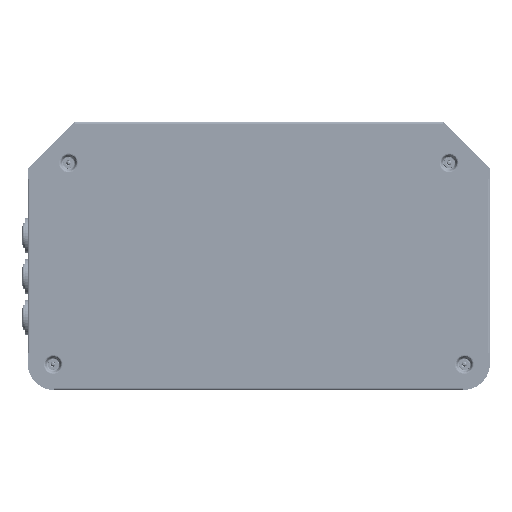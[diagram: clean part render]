
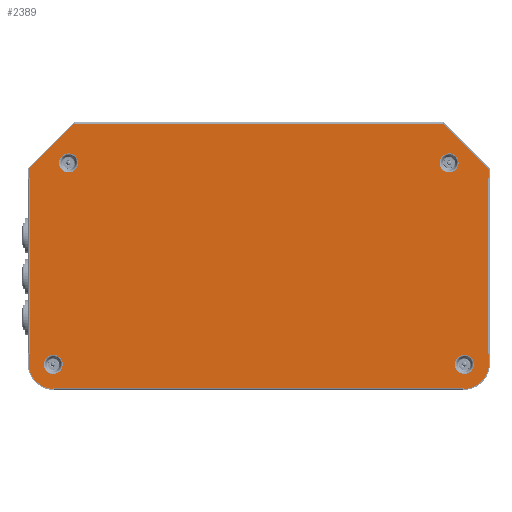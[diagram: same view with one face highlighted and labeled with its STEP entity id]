
A CAD part, front view. The second image highlights one B-rep face of the part: STEP entity #2389.
In plain terms, the highlighted planar face has unit normal (0, -1, 0).
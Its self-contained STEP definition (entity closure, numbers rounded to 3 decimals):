
#31=DIRECTION('',(-1.,0.,0.));
#32=VECTOR('',#31,400.);
#33=CARTESIAN_POINT('',(200.,0.,-129.));
#34=LINE('',#33,#32);
#39=DIRECTION('',(0.,0.,1.));
#40=VECTOR('',#39,1.);
#41=CARTESIAN_POINT('',(224.,0.,75.));
#42=LINE('',#41,#40);
#43=DIRECTION('',(0.,0.,-1.));
#44=VECTOR('',#43,1.);
#45=CARTESIAN_POINT('',(224.,0.,-95.));
#46=LINE('',#45,#44);
#47=DIRECTION('',(-1.,0.,0.));
#48=VECTOR('',#47,1.);
#49=CARTESIAN_POINT('',(225.,0.,-96.));
#50=LINE('',#49,#48);
#51=DIRECTION('',(0.,0.,-1.));
#52=VECTOR('',#51,9.);
#53=CARTESIAN_POINT('',(225.,0.,-96.));
#54=LINE('',#53,#52);
#55=CARTESIAN_POINT('',(200.,0.,-105.));
#56=DIRECTION('',(0.,-1.,0.));
#57=DIRECTION('',(0.04,0.,-0.999));
#58=AXIS2_PLACEMENT_3D('',#55,#56,#57);
#60=DIRECTION('',(0.,0.,1.));
#61=VECTOR('',#60,0.98);
#62=CARTESIAN_POINT('',(201.,0.,-129.98));
#63=LINE('',#62,#61);
#64=DIRECTION('',(1.,0.,0.));
#65=VECTOR('',#64,1.);
#66=CARTESIAN_POINT('',(200.,0.,-129.));
#67=LINE('',#66,#65);
#68=DIRECTION('',(-1.,0.,0.));
#69=VECTOR('',#68,1.);
#70=CARTESIAN_POINT('',(-200.,0.,-129.));
#71=LINE('',#70,#69);
#72=DIRECTION('',(0.,0.,1.));
#73=VECTOR('',#72,0.98);
#74=CARTESIAN_POINT('',(-201.,0.,-129.98));
#75=LINE('',#74,#73);
#76=CARTESIAN_POINT('',(-200.,0.,-105.));
#77=DIRECTION('',(0.,-1.,0.));
#78=DIRECTION('',(-1.,0.,0.));
#79=AXIS2_PLACEMENT_3D('',#76,#77,#78);
#81=DIRECTION('',(0.,0.,1.));
#82=VECTOR('',#81,9.);
#83=CARTESIAN_POINT('',(-225.,0.,-105.));
#84=LINE('',#83,#82);
#85=DIRECTION('',(1.,0.,0.));
#86=VECTOR('',#85,1.);
#87=CARTESIAN_POINT('',(-225.,0.,-96.));
#88=LINE('',#87,#86);
#89=DIRECTION('',(0.,0.,-1.));
#90=VECTOR('',#89,1.);
#91=CARTESIAN_POINT('',(-224.,0.,-95.));
#92=LINE('',#91,#90);
#93=DIRECTION('',(0.,0.,1.));
#94=VECTOR('',#93,1.);
#95=CARTESIAN_POINT('',(-224.,0.,75.));
#96=LINE('',#95,#94);
#97=DIRECTION('',(1.,0.,0.));
#98=VECTOR('',#97,1.);
#99=CARTESIAN_POINT('',(-225.,0.,76.));
#100=LINE('',#99,#98);
#101=DIRECTION('',(0.,0.,1.));
#102=VECTOR('',#101,9.);
#103=CARTESIAN_POINT('',(-225.,0.,76.));
#104=LINE('',#103,#102);
#105=DIRECTION('',(-0.707,0.,-0.707));
#106=VECTOR('',#105,62.225);
#107=CARTESIAN_POINT('',(-181.,0.,129.));
#108=LINE('',#107,#106);
#109=DIRECTION('',(-1.,0.,0.));
#110=VECTOR('',#109,1.);
#111=CARTESIAN_POINT('',(-180.,0.,129.));
#112=LINE('',#111,#110);
#113=DIRECTION('',(1.,0.,0.));
#114=VECTOR('',#113,1.);
#115=CARTESIAN_POINT('',(180.,0.,129.));
#116=LINE('',#115,#114);
#117=DIRECTION('',(-0.707,0.,0.707));
#118=VECTOR('',#117,62.225);
#119=CARTESIAN_POINT('',(225.,0.,85.));
#120=LINE('',#119,#118);
#121=DIRECTION('',(0.,0.,-1.));
#122=VECTOR('',#121,9.);
#123=CARTESIAN_POINT('',(225.,0.,85.));
#124=LINE('',#123,#122);
#125=DIRECTION('',(-1.,0.,0.));
#126=VECTOR('',#125,1.);
#127=CARTESIAN_POINT('',(225.,0.,76.));
#128=LINE('',#127,#126);
#129=CARTESIAN_POINT('',(201.,0.,-106.));
#130=DIRECTION('',(0.,1.,0.));
#131=DIRECTION('',(0.,0.,-1.));
#132=AXIS2_PLACEMENT_3D('',#129,#130,#131);
#134=CARTESIAN_POINT('',(201.,0.,-106.));
#135=DIRECTION('',(0.,1.,0.));
#136=DIRECTION('',(0.,0.,1.));
#137=AXIS2_PLACEMENT_3D('',#134,#135,#136);
#139=CARTESIAN_POINT('',(-201.,0.,-106.));
#140=DIRECTION('',(0.,-1.,0.));
#141=DIRECTION('',(0.,0.,-1.));
#142=AXIS2_PLACEMENT_3D('',#139,#140,#141);
#144=CARTESIAN_POINT('',(-201.,0.,-106.));
#145=DIRECTION('',(0.,-1.,0.));
#146=DIRECTION('',(0.,0.,1.));
#147=AXIS2_PLACEMENT_3D('',#144,#145,#146);
#149=CARTESIAN_POINT('',(-186.,0.,91.));
#150=DIRECTION('',(0.,1.,0.));
#151=DIRECTION('',(-1.,0.,0.));
#152=AXIS2_PLACEMENT_3D('',#149,#150,#151);
#154=CARTESIAN_POINT('',(-186.,0.,91.));
#155=DIRECTION('',(0.,1.,0.));
#156=DIRECTION('',(1.,0.,0.));
#157=AXIS2_PLACEMENT_3D('',#154,#155,#156);
#159=CARTESIAN_POINT('',(186.,0.,91.));
#160=DIRECTION('',(0.,-1.,0.));
#161=DIRECTION('',(1.,0.,0.));
#162=AXIS2_PLACEMENT_3D('',#159,#160,#161);
#164=CARTESIAN_POINT('',(186.,0.,91.));
#165=DIRECTION('',(0.,-1.,0.));
#166=DIRECTION('',(-1.,0.,0.));
#167=AXIS2_PLACEMENT_3D('',#164,#165,#166);
#211=DIRECTION('',(0.,0.,1.));
#212=VECTOR('',#211,170.);
#213=CARTESIAN_POINT('',(224.,0.,-95.));
#214=LINE('',#213,#212);
#465=DIRECTION('',(1.,0.,0.));
#466=VECTOR('',#465,360.);
#467=CARTESIAN_POINT('',(-180.,0.,129.));
#468=LINE('',#467,#466);
#677=DIRECTION('',(0.,0.,1.));
#678=VECTOR('',#677,170.);
#679=CARTESIAN_POINT('',(-224.,0.,-95.));
#680=LINE('',#679,#678);
#1758=CARTESIAN_POINT('',(-225.,0.,-105.));
#1760=VERTEX_POINT('',#1758);
#1762=CARTESIAN_POINT('',(225.,0.,-105.));
#1764=VERTEX_POINT('',#1762);
#1781=CARTESIAN_POINT('',(-200.,0.,-129.));
#1782=CARTESIAN_POINT('',(-201.,0.,-129.));
#1783=VERTEX_POINT('',#1781);
#1784=VERTEX_POINT('',#1782);
#1785=CARTESIAN_POINT('',(-201.,0.,-129.98));
#1786=VERTEX_POINT('',#1785);
#1793=CARTESIAN_POINT('',(200.,0.,-129.));
#1794=CARTESIAN_POINT('',(201.,0.,-129.));
#1795=VERTEX_POINT('',#1793);
#1796=VERTEX_POINT('',#1794);
#1797=CARTESIAN_POINT('',(201.,0.,-129.98));
#1798=VERTEX_POINT('',#1797);
#1830=CARTESIAN_POINT('',(-225.,0.,85.));
#1832=VERTEX_POINT('',#1830);
#1834=CARTESIAN_POINT('',(225.,0.,85.));
#1836=VERTEX_POINT('',#1834);
#1837=CARTESIAN_POINT('',(180.,0.,129.));
#1838=CARTESIAN_POINT('',(181.,0.,129.));
#1839=VERTEX_POINT('',#1837);
#1840=VERTEX_POINT('',#1838);
#1849=CARTESIAN_POINT('',(-180.,0.,129.));
#1850=CARTESIAN_POINT('',(-181.,0.,129.));
#1851=VERTEX_POINT('',#1849);
#1852=VERTEX_POINT('',#1850);
#1933=CARTESIAN_POINT('',(-224.,0.,75.));
#1934=CARTESIAN_POINT('',(-224.,0.,76.));
#1935=VERTEX_POINT('',#1933);
#1936=VERTEX_POINT('',#1934);
#1937=CARTESIAN_POINT('',(-225.,0.,76.));
#1938=VERTEX_POINT('',#1937);
#1949=CARTESIAN_POINT('',(-224.,0.,-95.));
#1950=CARTESIAN_POINT('',(-224.,0.,-96.));
#1951=VERTEX_POINT('',#1949);
#1952=VERTEX_POINT('',#1950);
#1953=CARTESIAN_POINT('',(-225.,0.,-96.));
#1954=VERTEX_POINT('',#1953);
#2017=CARTESIAN_POINT('',(224.,0.,-95.));
#2018=CARTESIAN_POINT('',(224.,0.,-96.));
#2019=VERTEX_POINT('',#2017);
#2020=VERTEX_POINT('',#2018);
#2021=CARTESIAN_POINT('',(225.,0.,-96.));
#2022=VERTEX_POINT('',#2021);
#2029=CARTESIAN_POINT('',(224.,0.,75.));
#2030=CARTESIAN_POINT('',(224.,0.,76.));
#2031=VERTEX_POINT('',#2029);
#2032=VERTEX_POINT('',#2030);
#2033=CARTESIAN_POINT('',(225.,0.,76.));
#2034=VERTEX_POINT('',#2033);
#2061=CARTESIAN_POINT('',(201.,0.,-115.326));
#2062=CARTESIAN_POINT('',(201.,0.,-96.674));
#2063=VERTEX_POINT('',#2061);
#2064=VERTEX_POINT('',#2062);
#2101=CARTESIAN_POINT('',(-201.,0.,-115.326));
#2102=CARTESIAN_POINT('',(-201.,0.,-96.674));
#2103=VERTEX_POINT('',#2101);
#2104=VERTEX_POINT('',#2102);
#2141=CARTESIAN_POINT('',(-195.326,0.,91.));
#2142=CARTESIAN_POINT('',(-176.674,0.,91.));
#2143=VERTEX_POINT('',#2141);
#2144=VERTEX_POINT('',#2142);
#2181=CARTESIAN_POINT('',(195.326,0.,91.));
#2182=CARTESIAN_POINT('',(176.674,0.,91.));
#2183=VERTEX_POINT('',#2181);
#2184=VERTEX_POINT('',#2182);
#2307=CARTESIAN_POINT('',(0.,0.,0.));
#2308=DIRECTION('',(0.,1.,0.));
#2309=DIRECTION('',(1.,0.,0.));
#2310=AXIS2_PLACEMENT_3D('',#2307,#2308,#2309);
#2311=PLANE('',#2310);
#2313=ORIENTED_EDGE('',*,*,#2312,.F.);
#2315=ORIENTED_EDGE('',*,*,#2314,.F.);
#2317=ORIENTED_EDGE('',*,*,#2316,.T.);
#2319=ORIENTED_EDGE('',*,*,#2318,.F.);
#2321=ORIENTED_EDGE('',*,*,#2320,.T.);
#2323=ORIENTED_EDGE('',*,*,#2322,.F.);
#2325=ORIENTED_EDGE('',*,*,#2324,.T.);
#2327=ORIENTED_EDGE('',*,*,#2326,.F.);
#2328=ORIENTED_EDGE('',*,*,#2297,.T.);
#2330=ORIENTED_EDGE('',*,*,#2329,.T.);
#2332=ORIENTED_EDGE('',*,*,#2331,.F.);
#2334=ORIENTED_EDGE('',*,*,#2333,.F.);
#2336=ORIENTED_EDGE('',*,*,#2335,.T.);
#2338=ORIENTED_EDGE('',*,*,#2337,.T.);
#2340=ORIENTED_EDGE('',*,*,#2339,.F.);
#2342=ORIENTED_EDGE('',*,*,#2341,.T.);
#2344=ORIENTED_EDGE('',*,*,#2343,.T.);
#2346=ORIENTED_EDGE('',*,*,#2345,.F.);
#2348=ORIENTED_EDGE('',*,*,#2347,.T.);
#2350=ORIENTED_EDGE('',*,*,#2349,.F.);
#2352=ORIENTED_EDGE('',*,*,#2351,.F.);
#2354=ORIENTED_EDGE('',*,*,#2353,.T.);
#2356=ORIENTED_EDGE('',*,*,#2355,.T.);
#2358=ORIENTED_EDGE('',*,*,#2357,.F.);
#2360=ORIENTED_EDGE('',*,*,#2359,.T.);
#2362=ORIENTED_EDGE('',*,*,#2361,.T.);
#2363=EDGE_LOOP('',(#2313,#2315,#2317,#2319,#2321,#2323,#2325,#2327,#2328,#2330,
#2332,#2334,#2336,#2338,#2340,#2342,#2344,#2346,#2348,#2350,#2352,#2354,#2356,
#2358,#2360,#2362));
#2364=FACE_OUTER_BOUND('',#2363,.F.);
#2366=ORIENTED_EDGE('',*,*,#2365,.F.);
#2368=ORIENTED_EDGE('',*,*,#2367,.F.);
#2369=EDGE_LOOP('',(#2366,#2368));
#2370=FACE_BOUND('',#2369,.F.);
#2372=ORIENTED_EDGE('',*,*,#2371,.T.);
#2374=ORIENTED_EDGE('',*,*,#2373,.T.);
#2375=EDGE_LOOP('',(#2372,#2374));
#2376=FACE_BOUND('',#2375,.F.);
#2378=ORIENTED_EDGE('',*,*,#2377,.F.);
#2380=ORIENTED_EDGE('',*,*,#2379,.F.);
#2381=EDGE_LOOP('',(#2378,#2380));
#2382=FACE_BOUND('',#2381,.F.);
#2384=ORIENTED_EDGE('',*,*,#2383,.T.);
#2386=ORIENTED_EDGE('',*,*,#2385,.T.);
#2387=EDGE_LOOP('',(#2384,#2386));
#2388=FACE_BOUND('',#2387,.F.);
#59=CIRCLE('',#58,25.);
#80=CIRCLE('',#79,25.);
#133=CIRCLE('',#132,9.326);
#138=CIRCLE('',#137,9.326);
#143=CIRCLE('',#142,9.326);
#148=CIRCLE('',#147,9.326);
#153=CIRCLE('',#152,9.326);
#158=CIRCLE('',#157,9.326);
#163=CIRCLE('',#162,9.326);
#168=CIRCLE('',#167,9.326);
#2297=EDGE_CURVE('',#1795,#1783,#34,.T.);
#2312=EDGE_CURVE('',#2031,#2032,#42,.T.);
#2314=EDGE_CURVE('',#2019,#2031,#214,.T.);
#2316=EDGE_CURVE('',#2019,#2020,#46,.T.);
#2318=EDGE_CURVE('',#2022,#2020,#50,.T.);
#2320=EDGE_CURVE('',#2022,#1764,#54,.T.);
#2322=EDGE_CURVE('',#1798,#1764,#59,.T.);
#2324=EDGE_CURVE('',#1798,#1796,#63,.T.);
#2326=EDGE_CURVE('',#1795,#1796,#67,.T.);
#2329=EDGE_CURVE('',#1783,#1784,#71,.T.);
#2331=EDGE_CURVE('',#1786,#1784,#75,.T.);
#2333=EDGE_CURVE('',#1760,#1786,#80,.T.);
#2335=EDGE_CURVE('',#1760,#1954,#84,.T.);
#2337=EDGE_CURVE('',#1954,#1952,#88,.T.);
#2339=EDGE_CURVE('',#1951,#1952,#92,.T.);
#2341=EDGE_CURVE('',#1951,#1935,#680,.T.);
#2343=EDGE_CURVE('',#1935,#1936,#96,.T.);
#2345=EDGE_CURVE('',#1938,#1936,#100,.T.);
#2347=EDGE_CURVE('',#1938,#1832,#104,.T.);
#2349=EDGE_CURVE('',#1852,#1832,#108,.T.);
#2351=EDGE_CURVE('',#1851,#1852,#112,.T.);
#2353=EDGE_CURVE('',#1851,#1839,#468,.T.);
#2355=EDGE_CURVE('',#1839,#1840,#116,.T.);
#2357=EDGE_CURVE('',#1836,#1840,#120,.T.);
#2359=EDGE_CURVE('',#1836,#2034,#124,.T.);
#2361=EDGE_CURVE('',#2034,#2032,#128,.T.);
#2365=EDGE_CURVE('',#2063,#2064,#133,.T.);
#2367=EDGE_CURVE('',#2064,#2063,#138,.T.);
#2371=EDGE_CURVE('',#2103,#2104,#143,.T.);
#2373=EDGE_CURVE('',#2104,#2103,#148,.T.);
#2377=EDGE_CURVE('',#2143,#2144,#153,.T.);
#2379=EDGE_CURVE('',#2144,#2143,#158,.T.);
#2383=EDGE_CURVE('',#2183,#2184,#163,.T.);
#2385=EDGE_CURVE('',#2184,#2183,#168,.T.);
#2389=ADVANCED_FACE('',(#2364,#2370,#2376,#2382,#2388),#2311,.F.);
